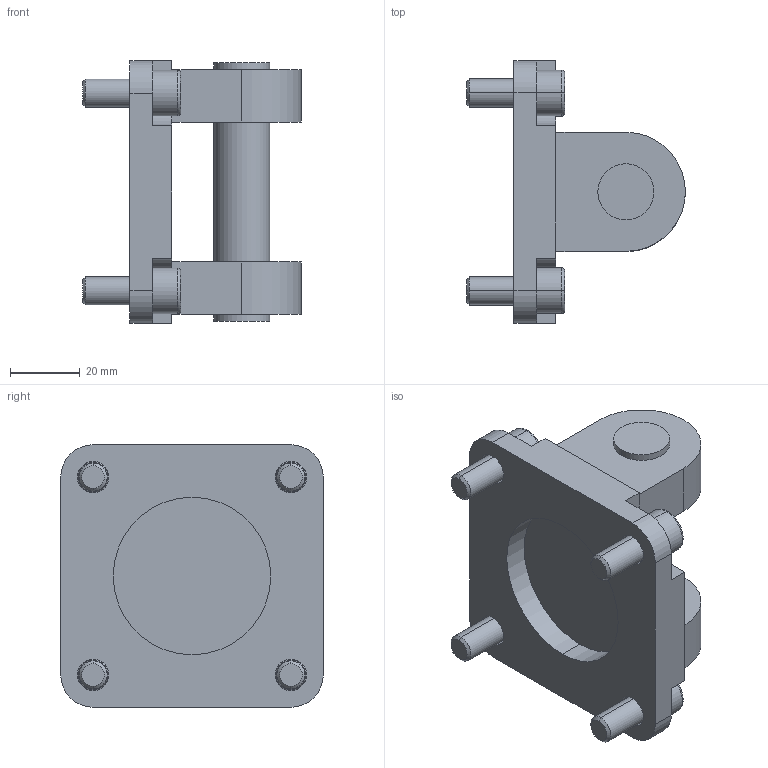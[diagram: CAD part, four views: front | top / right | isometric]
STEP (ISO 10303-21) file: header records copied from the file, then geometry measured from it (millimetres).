
FILE_DESCRIPTION(('HOOPS Exchange Step'),'2;1');
FILE_NAME('export-4CE0517E-2D26-4147-B04E-B563B4A9ED67.stp','2021-10-01T11:19:38+02:00',('User'),('Alibre'),'HOOPS Exchange 2020.1','Alibre','Unknown authorisation');
FILE_SCHEMA( ('AP242_MANAGED_MODEL_BASED_3D_ENGINEERING_MIM_LF {1 0 10303 442 1 1 4 }') );
Length unit declared in the file: millimetre
Products named in the file (3): 4021-1 W0950632003 Female Hinge; 4021-2 DIN 912 M8x20; 4021 W0950632003 Female Hinge - Model B 063
Assembly tree (5 placements, depth 2):
  4021 W0950632003 Female Hinge - Model B 063
    4021-1 W0950632003 Female Hinge
    4021-2 DIN 912 M8x20  x4
Bounding box: 62.5 x 75 x 75 mm (x, y, z)
Volume: 97644.2 mm3; surface area: 28436.2 mm2
Topology: 5 solids, 5 shells, 189 faces, 438 edges, 264 vertices
Faces by surface type: plane 89, cylinder 44, cone 32, torus 24
Entity records: 2781 total; most frequent: DIRECTION 502, CARTESIAN_POINT 478, ORIENTED_EDGE 440, EDGE_CURVE 220, AXIS2_PLACEMENT_3D 189, VERTEX_POINT 141, VECTOR 124, LINE 124
